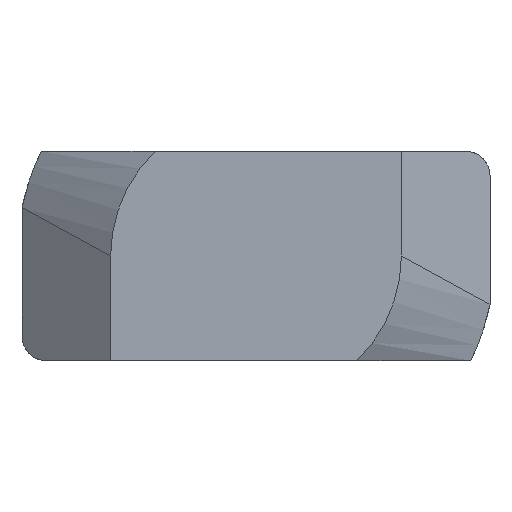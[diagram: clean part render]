
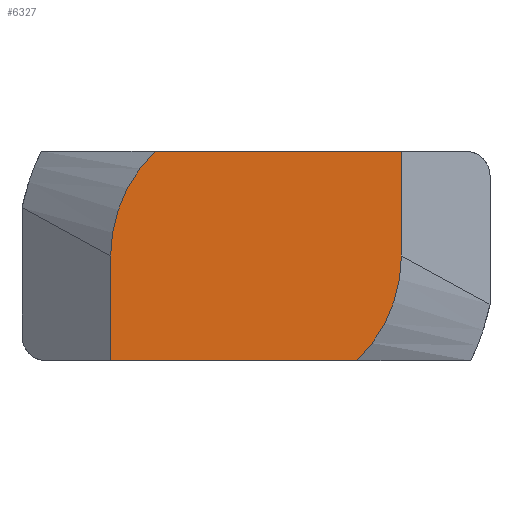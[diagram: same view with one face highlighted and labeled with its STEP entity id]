
A CAD part, front view. The second image highlights one B-rep face of the part: STEP entity #6327.
In plain terms, the highlighted planar face has unit normal (0, -1, 0).
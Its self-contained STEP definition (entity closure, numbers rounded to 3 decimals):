
#563 = PLANE('',#564);
#564 = AXIS2_PLACEMENT_3D('',#565,#566,#567);
#565 = CARTESIAN_POINT('',(-4.938,-5.555,0.));
#566 = DIRECTION('',(-0.664,-0.747,0.));
#567 = DIRECTION('',(0.747,-0.664,0.));
#1064 = PLANE('',#1065);
#1065 = AXIS2_PLACEMENT_3D('',#1066,#1067,#1068);
#1066 = CARTESIAN_POINT('',(4.938,-5.555,0.));
#1067 = DIRECTION('',(0.664,-0.747,0.));
#1068 = DIRECTION('',(0.747,0.664,0.));
#1724 = VERTEX_POINT('',#1725);
#1725 = CARTESIAN_POINT('',(-5.9,-4.7,-4.25));
#1739 = PLANE('',#1740);
#1740 = AXIS2_PLACEMENT_3D('',#1741,#1742,#1743);
#1741 = CARTESIAN_POINT('',(8.719,0.,-4.25));
#1742 = DIRECTION('',(0.,0.,1.));
#1743 = DIRECTION('',(1.,0.,-0.));
#1751 = EDGE_CURVE('',#1724,#1752,#1754,.T.);
#1752 = VERTEX_POINT('',#1753);
#1753 = CARTESIAN_POINT('',(-5.9,-4.7,0.));
#1754 = SURFACE_CURVE('',#1755,(#1759,#1766),.PCURVE_S1.);
#1755 = LINE('',#1756,#1757);
#1756 = CARTESIAN_POINT('',(-5.9,-4.7,-4.25));
#1757 = VECTOR('',#1758,1.);
#1758 = DIRECTION('',(0.,0.,1.));
#1759 = PCURVE('',#563,#1760);
#1760 = DEFINITIONAL_REPRESENTATION('',(#1761),#1765);
#1761 = LINE('',#1762,#1763);
#1762 = CARTESIAN_POINT('',(-1.287,-4.25));
#1763 = VECTOR('',#1764,1.);
#1764 = DIRECTION('',(0.,1.));
#1765 = ( GEOMETRIC_REPRESENTATION_CONTEXT(2) 
PARAMETRIC_REPRESENTATION_CONTEXT() REPRESENTATION_CONTEXT('2D SPACE',''
  ) );
#1766 = PCURVE('',#1767,#1772);
#1767 = PLANE('',#1768);
#1768 = AXIS2_PLACEMENT_3D('',#1769,#1770,#1771);
#1769 = CARTESIAN_POINT('',(0.,-4.7,0.)
  );
#1770 = DIRECTION('',(0.,1.,0.));
#1771 = DIRECTION('',(0.,-0.,1.));
#1772 = DEFINITIONAL_REPRESENTATION('',(#1773),#1777);
#1773 = LINE('',#1774,#1775);
#1774 = CARTESIAN_POINT('',(-4.25,-5.9));
#1775 = VECTOR('',#1776,1.);
#1776 = DIRECTION('',(1.,0.));
#1777 = ( GEOMETRIC_REPRESENTATION_CONTEXT(2) 
PARAMETRIC_REPRESENTATION_CONTEXT() REPRESENTATION_CONTEXT('2D SPACE',''
  ) );
#1793 = B_SPLINE_SURFACE_WITH_KNOTS('',3,1,(
    (#1794,#1795)
    ,(#1796,#1797)
    ,(#1798,#1799)
    ,(#1800,#1801
    )),.UNSPECIFIED.,.F.,.F.,.F.,(4,4),(2,2),(0.,1.),(0.,1.),
  .PIECEWISE_BEZIER_KNOTS.);
#1794 = CARTESIAN_POINT('',(-5.9,-4.7,0.));
#1795 = CARTESIAN_POINT('',(-9.5,-1.5,1.96));
#1796 = CARTESIAN_POINT('',(-5.9,-4.7,1.592));
#1797 = CARTESIAN_POINT('',(-9.337,-1.5,2.752));
#1798 = CARTESIAN_POINT('',(-5.239,-4.7,3.146));
#1799 = CARTESIAN_POINT('',(-9.074,-1.5,3.523));
#1800 = CARTESIAN_POINT('',(-4.092,-4.7,4.25));
#1801 = CARTESIAN_POINT('',(-8.719,-1.5,4.25));
#1835 = PLANE('',#1836);
#1836 = AXIS2_PLACEMENT_3D('',#1837,#1838,#1839);
#1837 = CARTESIAN_POINT('',(-8.719,0.,4.25));
#1838 = DIRECTION('',(0.,0.,-1.));
#1839 = DIRECTION('',(-1.,0.,0.));
#4668 = VERTEX_POINT('',#4669);
#4669 = CARTESIAN_POINT('',(-4.092,-4.7,4.25));
#4689 = EDGE_CURVE('',#4668,#4690,#4692,.T.);
#4690 = VERTEX_POINT('',#4691);
#4691 = CARTESIAN_POINT('',(5.9,-4.7,4.25));
#4692 = SURFACE_CURVE('',#4693,(#4697,#4704),.PCURVE_S1.);
#4693 = LINE('',#4694,#4695);
#4694 = CARTESIAN_POINT('',(-4.092,-4.7,4.25));
#4695 = VECTOR('',#4696,1.);
#4696 = DIRECTION('',(1.,0.,0.));
#4697 = PCURVE('',#1835,#4698);
#4698 = DEFINITIONAL_REPRESENTATION('',(#4699),#4703);
#4699 = LINE('',#4700,#4701);
#4700 = CARTESIAN_POINT('',(-4.627,-4.7));
#4701 = VECTOR('',#4702,1.);
#4702 = DIRECTION('',(-1.,0.));
#4703 = ( GEOMETRIC_REPRESENTATION_CONTEXT(2) 
PARAMETRIC_REPRESENTATION_CONTEXT() REPRESENTATION_CONTEXT('2D SPACE',''
  ) );
#4704 = PCURVE('',#1767,#4705);
#4705 = DEFINITIONAL_REPRESENTATION('',(#4706),#4710);
#4706 = LINE('',#4707,#4708);
#4707 = CARTESIAN_POINT('',(4.25,-4.092));
#4708 = VECTOR('',#4709,1.);
#4709 = DIRECTION('',(0.,1.));
#4710 = ( GEOMETRIC_REPRESENTATION_CONTEXT(2) 
PARAMETRIC_REPRESENTATION_CONTEXT() REPRESENTATION_CONTEXT('2D SPACE',''
  ) );
#4873 = B_SPLINE_SURFACE_WITH_KNOTS('',3,1,(
    (#4874,#4875)
    ,(#4876,#4877)
    ,(#4878,#4879)
    ,(#4880,#4881
    )),.UNSPECIFIED.,.F.,.F.,.F.,(4,4),(2,2),(0.,1.),(0.,1.),
  .PIECEWISE_BEZIER_KNOTS.);
#4874 = CARTESIAN_POINT('',(5.9,-4.7,0.));
#4875 = CARTESIAN_POINT('',(9.5,-1.5,-1.96));
#4876 = CARTESIAN_POINT('',(5.9,-4.7,-1.592));
#4877 = CARTESIAN_POINT('',(9.337,-1.5,-2.752));
#4878 = CARTESIAN_POINT('',(5.239,-4.7,-3.146));
#4879 = CARTESIAN_POINT('',(9.074,-1.5,-3.523));
#4880 = CARTESIAN_POINT('',(4.092,-4.7,-4.25));
#4881 = CARTESIAN_POINT('',(8.719,-1.5,-4.25));
#5028 = VERTEX_POINT('',#5029);
#5029 = CARTESIAN_POINT('',(4.092,-4.7,-4.25));
#5049 = EDGE_CURVE('',#5028,#1724,#5050,.T.);
#5050 = SURFACE_CURVE('',#5051,(#5055,#5062),.PCURVE_S1.);
#5051 = LINE('',#5052,#5053);
#5052 = CARTESIAN_POINT('',(4.092,-4.7,-4.25));
#5053 = VECTOR('',#5054,1.);
#5054 = DIRECTION('',(-1.,0.,0.));
#5055 = PCURVE('',#1739,#5056);
#5056 = DEFINITIONAL_REPRESENTATION('',(#5057),#5061);
#5057 = LINE('',#5058,#5059);
#5058 = CARTESIAN_POINT('',(-4.627,-4.7));
#5059 = VECTOR('',#5060,1.);
#5060 = DIRECTION('',(-1.,0.));
#5061 = ( GEOMETRIC_REPRESENTATION_CONTEXT(2) 
PARAMETRIC_REPRESENTATION_CONTEXT() REPRESENTATION_CONTEXT('2D SPACE',''
  ) );
#5062 = PCURVE('',#1767,#5063);
#5063 = DEFINITIONAL_REPRESENTATION('',(#5064),#5068);
#5064 = LINE('',#5065,#5066);
#5065 = CARTESIAN_POINT('',(-4.25,4.092));
#5066 = VECTOR('',#5067,1.);
#5067 = DIRECTION('',(0.,-1.));
#5068 = ( GEOMETRIC_REPRESENTATION_CONTEXT(2) 
PARAMETRIC_REPRESENTATION_CONTEXT() REPRESENTATION_CONTEXT('2D SPACE',''
  ) );
#6188 = VERTEX_POINT('',#6189);
#6189 = CARTESIAN_POINT('',(5.9,-4.7,0.));
#6209 = EDGE_CURVE('',#6188,#5028,#6210,.T.);
#6210 = SURFACE_CURVE('',#6211,(#6216,#6222),.PCURVE_S1.);
#6211 = CIRCLE('',#6212,5.9);
#6212 = AXIS2_PLACEMENT_3D('',#6213,#6214,#6215);
#6213 = CARTESIAN_POINT('',(0.,-4.7,0.)
  );
#6214 = DIRECTION('',(-0.,1.,0.));
#6215 = DIRECTION('',(1.,0.,0.));
#6216 = PCURVE('',#4873,#6217);
#6217 = DEFINITIONAL_REPRESENTATION('',(#6218),#6221);
#6218 = B_SPLINE_CURVE_WITH_KNOTS('',1,(#6219,#6220),.UNSPECIFIED.,.F.,
  .F.,(2,2),(0.,0.804),.PIECEWISE_BEZIER_KNOTS.);
#6219 = CARTESIAN_POINT('',(0.,0.));
#6220 = CARTESIAN_POINT('',(1.,0.));
#6221 = ( GEOMETRIC_REPRESENTATION_CONTEXT(2) 
PARAMETRIC_REPRESENTATION_CONTEXT() REPRESENTATION_CONTEXT('2D SPACE',''
  ) );
#6222 = PCURVE('',#1767,#6223);
#6223 = DEFINITIONAL_REPRESENTATION('',(#6224),#6228);
#6224 = CIRCLE('',#6225,5.9);
#6225 = AXIS2_PLACEMENT_2D('',#6226,#6227);
#6226 = CARTESIAN_POINT('',(0.,0.));
#6227 = DIRECTION('',(0.,1.));
#6228 = ( GEOMETRIC_REPRESENTATION_CONTEXT(2) 
PARAMETRIC_REPRESENTATION_CONTEXT() REPRESENTATION_CONTEXT('2D SPACE',''
  ) );
#6278 = EDGE_CURVE('',#4690,#6188,#6279,.T.);
#6279 = SURFACE_CURVE('',#6280,(#6284,#6291),.PCURVE_S1.);
#6280 = LINE('',#6281,#6282);
#6281 = CARTESIAN_POINT('',(5.9,-4.7,4.25));
#6282 = VECTOR('',#6283,1.);
#6283 = DIRECTION('',(0.,0.,-1.));
#6284 = PCURVE('',#1064,#6285);
#6285 = DEFINITIONAL_REPRESENTATION('',(#6286),#6290);
#6286 = LINE('',#6287,#6288);
#6287 = CARTESIAN_POINT('',(1.287,4.25));
#6288 = VECTOR('',#6289,1.);
#6289 = DIRECTION('',(0.,-1.));
#6290 = ( GEOMETRIC_REPRESENTATION_CONTEXT(2) 
PARAMETRIC_REPRESENTATION_CONTEXT() REPRESENTATION_CONTEXT('2D SPACE',''
  ) );
#6291 = PCURVE('',#1767,#6292);
#6292 = DEFINITIONAL_REPRESENTATION('',(#6293),#6297);
#6293 = LINE('',#6294,#6295);
#6294 = CARTESIAN_POINT('',(4.25,5.9));
#6295 = VECTOR('',#6296,1.);
#6296 = DIRECTION('',(-1.,0.));
#6297 = ( GEOMETRIC_REPRESENTATION_CONTEXT(2) 
PARAMETRIC_REPRESENTATION_CONTEXT() REPRESENTATION_CONTEXT('2D SPACE',''
  ) );
#6307 = EDGE_CURVE('',#1752,#4668,#6308,.T.);
#6308 = SURFACE_CURVE('',#6309,(#6314,#6320),.PCURVE_S1.);
#6309 = CIRCLE('',#6310,5.9);
#6310 = AXIS2_PLACEMENT_3D('',#6311,#6312,#6313);
#6311 = CARTESIAN_POINT('',(0.,-4.7,0.)
  );
#6312 = DIRECTION('',(-0.,1.,0.));
#6313 = DIRECTION('',(1.,0.,0.));
#6314 = PCURVE('',#1793,#6315);
#6315 = DEFINITIONAL_REPRESENTATION('',(#6316),#6319);
#6316 = B_SPLINE_CURVE_WITH_KNOTS('',1,(#6317,#6318),.UNSPECIFIED.,.F.,
  .F.,(2,2),(3.142,3.946),.PIECEWISE_BEZIER_KNOTS.);
#6317 = CARTESIAN_POINT('',(0.,0.));
#6318 = CARTESIAN_POINT('',(1.,0.));
#6319 = ( GEOMETRIC_REPRESENTATION_CONTEXT(2) 
PARAMETRIC_REPRESENTATION_CONTEXT() REPRESENTATION_CONTEXT('2D SPACE',''
  ) );
#6320 = PCURVE('',#1767,#6321);
#6321 = DEFINITIONAL_REPRESENTATION('',(#6322),#6326);
#6322 = CIRCLE('',#6323,5.9);
#6323 = AXIS2_PLACEMENT_2D('',#6324,#6325);
#6324 = CARTESIAN_POINT('',(0.,0.));
#6325 = DIRECTION('',(0.,1.));
#6326 = ( GEOMETRIC_REPRESENTATION_CONTEXT(2) 
PARAMETRIC_REPRESENTATION_CONTEXT() REPRESENTATION_CONTEXT('2D SPACE',''
  ) );
#6327 = ADVANCED_FACE('',(#6328),#1767,.F.);
#6328 = FACE_BOUND('',#6329,.T.);
#6329 = EDGE_LOOP('',(#6330,#6331,#6332,#6333,#6334,#6335));
#6330 = ORIENTED_EDGE('',*,*,#5049,.F.);
#6331 = ORIENTED_EDGE('',*,*,#6209,.F.);
#6332 = ORIENTED_EDGE('',*,*,#6278,.F.);
#6333 = ORIENTED_EDGE('',*,*,#4689,.F.);
#6334 = ORIENTED_EDGE('',*,*,#6307,.F.);
#6335 = ORIENTED_EDGE('',*,*,#1751,.F.);
